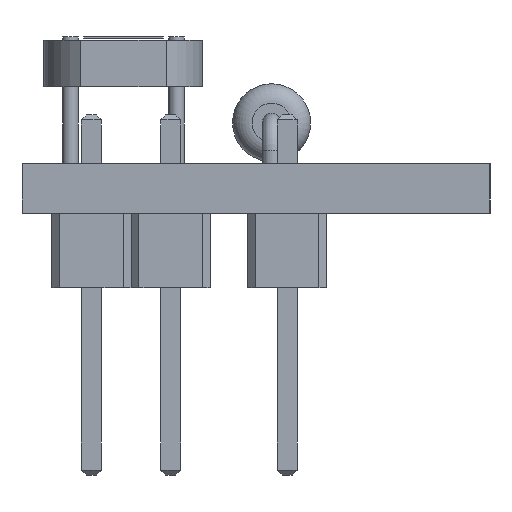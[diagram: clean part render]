
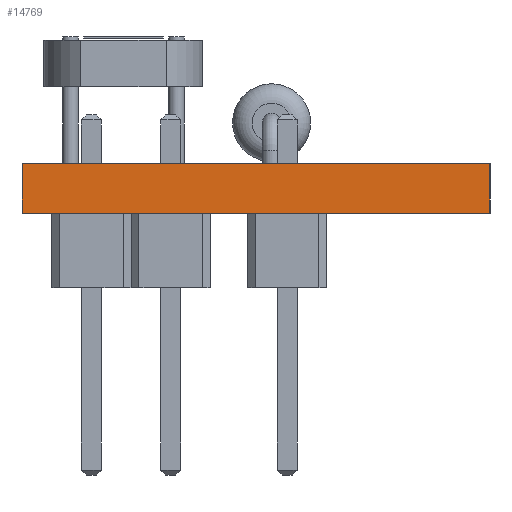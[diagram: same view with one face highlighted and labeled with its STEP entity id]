
A CAD part, left-side view. The second image highlights one B-rep face of the part: STEP entity #14769.
In plain terms, the highlighted planar face has unit normal (-1, 0, 0).
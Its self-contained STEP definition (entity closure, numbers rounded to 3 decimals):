
#14588 = PLANE('',#14589);
#14589 = AXIS2_PLACEMENT_3D('',#14590,#14591,#14592);
#14590 = CARTESIAN_POINT('',(50.,-7.5,0.));
#14591 = DIRECTION('',(0.,-1.,0.));
#14592 = DIRECTION('',(-1.,0.,0.));
#14613 = VERTEX_POINT('',#14614);
#14614 = CARTESIAN_POINT('',(-50.,-7.5,1.6));
#14628 = PLANE('',#14629);
#14629 = AXIS2_PLACEMENT_3D('',#14630,#14631,#14632);
#14630 = CARTESIAN_POINT('',(0.,0.,1.6));
#14631 = DIRECTION('',(-0.,-0.,-1.));
#14632 = DIRECTION('',(-1.,0.,0.));
#14640 = EDGE_CURVE('',#14641,#14613,#14643,.T.);
#14641 = VERTEX_POINT('',#14642);
#14642 = CARTESIAN_POINT('',(-50.,-7.5,0.));
#14643 = SURFACE_CURVE('',#14644,(#14648,#14655),.PCURVE_S1.);
#14644 = LINE('',#14645,#14646);
#14645 = CARTESIAN_POINT('',(-50.,-7.5,0.));
#14646 = VECTOR('',#14647,1.);
#14647 = DIRECTION('',(0.,0.,1.));
#14648 = PCURVE('',#14588,#14649);
#14649 = DEFINITIONAL_REPRESENTATION('',(#14650),#14654);
#14650 = LINE('',#14651,#14652);
#14651 = CARTESIAN_POINT('',(100.,0.));
#14652 = VECTOR('',#14653,1.);
#14653 = DIRECTION('',(0.,-1.));
#14654 = ( GEOMETRIC_REPRESENTATION_CONTEXT(2) 
PARAMETRIC_REPRESENTATION_CONTEXT() REPRESENTATION_CONTEXT('2D SPACE',''
  ) );
#14655 = PCURVE('',#14656,#14661);
#14656 = PLANE('',#14657);
#14657 = AXIS2_PLACEMENT_3D('',#14658,#14659,#14660);
#14658 = CARTESIAN_POINT('',(-50.,-7.5,0.));
#14659 = DIRECTION('',(-1.,0.,0.));
#14660 = DIRECTION('',(0.,1.,0.));
#14661 = DEFINITIONAL_REPRESENTATION('',(#14662),#14666);
#14662 = LINE('',#14663,#14664);
#14663 = CARTESIAN_POINT('',(0.,0.));
#14664 = VECTOR('',#14665,1.);
#14665 = DIRECTION('',(0.,-1.));
#14666 = ( GEOMETRIC_REPRESENTATION_CONTEXT(2) 
PARAMETRIC_REPRESENTATION_CONTEXT() REPRESENTATION_CONTEXT('2D SPACE',''
  ) );
#14682 = PLANE('',#14683);
#14683 = AXIS2_PLACEMENT_3D('',#14684,#14685,#14686);
#14684 = CARTESIAN_POINT('',(0.,0.,0.));
#14685 = DIRECTION('',(-0.,-0.,-1.));
#14686 = DIRECTION('',(-1.,0.,0.));
#14715 = PLANE('',#14716);
#14716 = AXIS2_PLACEMENT_3D('',#14717,#14718,#14719);
#14717 = CARTESIAN_POINT('',(-50.,7.5,0.));
#14718 = DIRECTION('',(0.,1.,0.));
#14719 = DIRECTION('',(1.,0.,0.));
#14769 = ADVANCED_FACE('',(#14770),#14656,.T.);
#14770 = FACE_BOUND('',#14771,.T.);
#14771 = EDGE_LOOP('',(#14772,#14773,#14796,#14819));
#14772 = ORIENTED_EDGE('',*,*,#14640,.T.);
#14773 = ORIENTED_EDGE('',*,*,#14774,.T.);
#14774 = EDGE_CURVE('',#14613,#14775,#14777,.T.);
#14775 = VERTEX_POINT('',#14776);
#14776 = CARTESIAN_POINT('',(-50.,7.5,1.6));
#14777 = SURFACE_CURVE('',#14778,(#14782,#14789),.PCURVE_S1.);
#14778 = LINE('',#14779,#14780);
#14779 = CARTESIAN_POINT('',(-50.,-7.5,1.6));
#14780 = VECTOR('',#14781,1.);
#14781 = DIRECTION('',(0.,1.,0.));
#14782 = PCURVE('',#14656,#14783);
#14783 = DEFINITIONAL_REPRESENTATION('',(#14784),#14788);
#14784 = LINE('',#14785,#14786);
#14785 = CARTESIAN_POINT('',(0.,-1.6));
#14786 = VECTOR('',#14787,1.);
#14787 = DIRECTION('',(1.,0.));
#14788 = ( GEOMETRIC_REPRESENTATION_CONTEXT(2) 
PARAMETRIC_REPRESENTATION_CONTEXT() REPRESENTATION_CONTEXT('2D SPACE',''
  ) );
#14789 = PCURVE('',#14628,#14790);
#14790 = DEFINITIONAL_REPRESENTATION('',(#14791),#14795);
#14791 = LINE('',#14792,#14793);
#14792 = CARTESIAN_POINT('',(50.,-7.5));
#14793 = VECTOR('',#14794,1.);
#14794 = DIRECTION('',(0.,1.));
#14795 = ( GEOMETRIC_REPRESENTATION_CONTEXT(2) 
PARAMETRIC_REPRESENTATION_CONTEXT() REPRESENTATION_CONTEXT('2D SPACE',''
  ) );
#14796 = ORIENTED_EDGE('',*,*,#14797,.F.);
#14797 = EDGE_CURVE('',#14798,#14775,#14800,.T.);
#14798 = VERTEX_POINT('',#14799);
#14799 = CARTESIAN_POINT('',(-50.,7.5,0.));
#14800 = SURFACE_CURVE('',#14801,(#14805,#14812),.PCURVE_S1.);
#14801 = LINE('',#14802,#14803);
#14802 = CARTESIAN_POINT('',(-50.,7.5,0.));
#14803 = VECTOR('',#14804,1.);
#14804 = DIRECTION('',(0.,0.,1.));
#14805 = PCURVE('',#14656,#14806);
#14806 = DEFINITIONAL_REPRESENTATION('',(#14807),#14811);
#14807 = LINE('',#14808,#14809);
#14808 = CARTESIAN_POINT('',(15.,0.));
#14809 = VECTOR('',#14810,1.);
#14810 = DIRECTION('',(0.,-1.));
#14811 = ( GEOMETRIC_REPRESENTATION_CONTEXT(2) 
PARAMETRIC_REPRESENTATION_CONTEXT() REPRESENTATION_CONTEXT('2D SPACE',''
  ) );
#14812 = PCURVE('',#14715,#14813);
#14813 = DEFINITIONAL_REPRESENTATION('',(#14814),#14818);
#14814 = LINE('',#14815,#14816);
#14815 = CARTESIAN_POINT('',(0.,0.));
#14816 = VECTOR('',#14817,1.);
#14817 = DIRECTION('',(0.,-1.));
#14818 = ( GEOMETRIC_REPRESENTATION_CONTEXT(2) 
PARAMETRIC_REPRESENTATION_CONTEXT() REPRESENTATION_CONTEXT('2D SPACE',''
  ) );
#14819 = ORIENTED_EDGE('',*,*,#14820,.F.);
#14820 = EDGE_CURVE('',#14641,#14798,#14821,.T.);
#14821 = SURFACE_CURVE('',#14822,(#14826,#14833),.PCURVE_S1.);
#14822 = LINE('',#14823,#14824);
#14823 = CARTESIAN_POINT('',(-50.,-7.5,0.));
#14824 = VECTOR('',#14825,1.);
#14825 = DIRECTION('',(0.,1.,0.));
#14826 = PCURVE('',#14656,#14827);
#14827 = DEFINITIONAL_REPRESENTATION('',(#14828),#14832);
#14828 = LINE('',#14829,#14830);
#14829 = CARTESIAN_POINT('',(0.,0.));
#14830 = VECTOR('',#14831,1.);
#14831 = DIRECTION('',(1.,0.));
#14832 = ( GEOMETRIC_REPRESENTATION_CONTEXT(2) 
PARAMETRIC_REPRESENTATION_CONTEXT() REPRESENTATION_CONTEXT('2D SPACE',''
  ) );
#14833 = PCURVE('',#14682,#14834);
#14834 = DEFINITIONAL_REPRESENTATION('',(#14835),#14839);
#14835 = LINE('',#14836,#14837);
#14836 = CARTESIAN_POINT('',(50.,-7.5));
#14837 = VECTOR('',#14838,1.);
#14838 = DIRECTION('',(0.,1.));
#14839 = ( GEOMETRIC_REPRESENTATION_CONTEXT(2) 
PARAMETRIC_REPRESENTATION_CONTEXT() REPRESENTATION_CONTEXT('2D SPACE',''
  ) );
